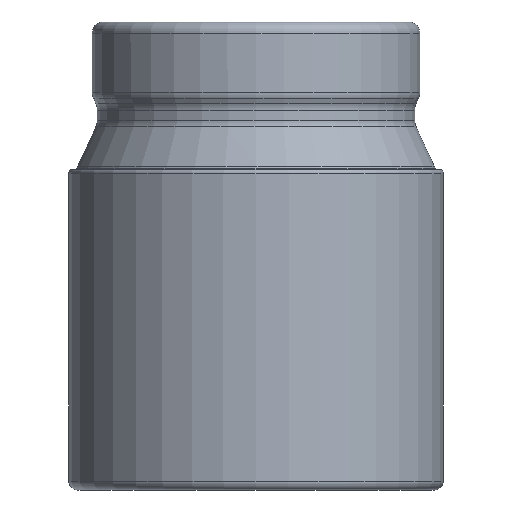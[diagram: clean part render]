
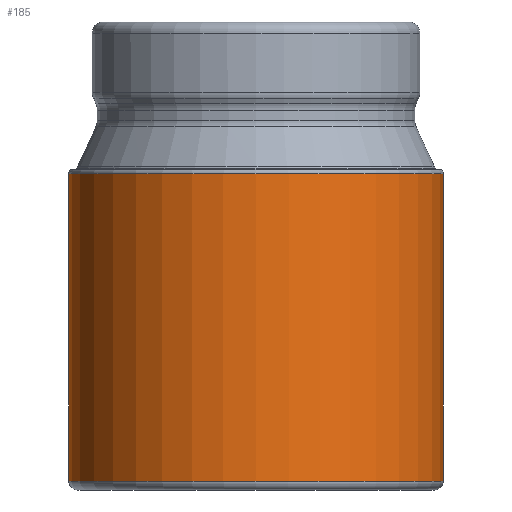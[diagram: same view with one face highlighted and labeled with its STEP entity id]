
A CAD part, front view. The second image highlights one B-rep face of the part: STEP entity #185.
In plain terms, the highlighted cylindrical face has radius 25.4 mm (diameter 50.8 mm), a partial arc.
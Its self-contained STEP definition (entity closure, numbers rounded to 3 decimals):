
#63=CYLINDRICAL_SURFACE('',#1985,25.4);
#185=ADVANCED_FACE('',(#313),#63,.T.);
#313=FACE_OUTER_BOUND('',#411,.T.);
#411=EDGE_LOOP('',(#632,#633,#634,#635));
#632=ORIENTED_EDGE('',*,*,#1249,.T.);
#633=ORIENTED_EDGE('',*,*,#1253,.T.);
#634=ORIENTED_EDGE('',*,*,#1255,.T.);
#635=ORIENTED_EDGE('',*,*,#1254,.F.);
#1048=VERTEX_POINT('',#3766);
#1049=VERTEX_POINT('',#3768);
#1050=VERTEX_POINT('',#3774);
#1051=VERTEX_POINT('',#3775);
#1249=EDGE_CURVE('',#1049,#1048,#1534,.T.);
#1253=EDGE_CURVE('',#1048,#1051,#1762,.T.);
#1254=EDGE_CURVE('',#1049,#1050,#1763,.T.);
#1255=EDGE_CURVE('',#1051,#1050,#1538,.T.);
#1534=CIRCLE('',#1977,25.4);
#1538=CIRCLE('',#1984,25.4);
#1762=LINE('',#3776,#1808);
#1763=LINE('',#3777,#1809);
#1808=VECTOR('',#2364,1.);
#1809=VECTOR('',#2365,1.);
#1977=AXIS2_PLACEMENT_3D('',#3767,#2352,#2353);
#1984=AXIS2_PLACEMENT_3D('',#3779,#2368,#2369);
#1985=AXIS2_PLACEMENT_3D('',#3780,#2370,#2371);
#2352=DIRECTION('',(0.,0.,1.));
#2353=DIRECTION('',(-1.,0.,0.));
#2364=DIRECTION('',(0.,0.,1.));
#2365=DIRECTION('',(0.,0.,1.));
#2368=DIRECTION('',(0.,0.,-1.));
#2369=DIRECTION('',(1.,0.,0.));
#2370=DIRECTION('',(0.,0.,-1.));
#2371=DIRECTION('',(-1.,0.,0.));
#3766=CARTESIAN_POINT('',(25.4,0.,-62.3));
#3767=CARTESIAN_POINT('',(0.,0.,-62.3));
#3768=CARTESIAN_POINT('',(-25.4,0.,-62.3));
#3774=CARTESIAN_POINT('',(-25.4,0.,-20.559));
#3775=CARTESIAN_POINT('',(25.4,0.,-20.559));
#3776=CARTESIAN_POINT('',(25.4,0.,-20.559));
#3777=CARTESIAN_POINT('',(-25.4,0.,-20.559));
#3779=CARTESIAN_POINT('',(0.,0.,-20.559));
#3780=CARTESIAN_POINT('',(0.,0.,-63.5));
